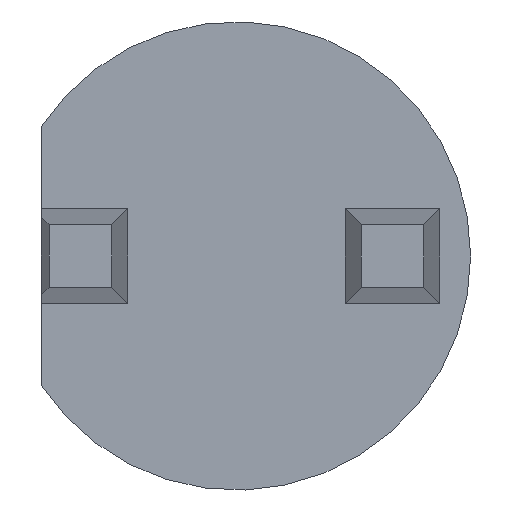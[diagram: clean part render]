
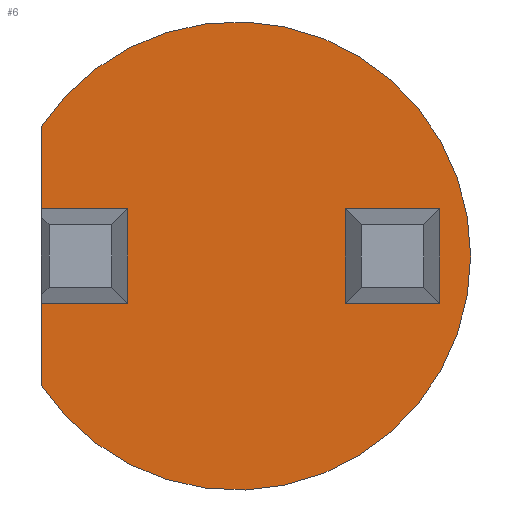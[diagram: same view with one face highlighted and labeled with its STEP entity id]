
A CAD part, front view. The second image highlights one B-rep face of the part: STEP entity #6.
In plain terms, the highlighted planar face has unit normal (0, -1, 0).
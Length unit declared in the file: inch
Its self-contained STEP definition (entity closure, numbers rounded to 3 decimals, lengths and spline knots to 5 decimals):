
#6 = ADVANCED_FACE ( 'NONE', ( #729, #104 ), #655, .F. ) ;
#7 = EDGE_CURVE ( 'NONE', #175, #66, #403, .T. ) ;
#8 = VERTEX_POINT ( 'NONE', #559 ) ;
#19 = EDGE_LOOP ( 'NONE', ( #200, #879, #297, #565, #636, #596 ) ) ;
#25 = LINE ( 'NONE', #436, #328 ) ;
#41 = DIRECTION ( 'NONE',  ( 0., 1., 0. ) ) ;
#58 = DIRECTION ( 'NONE',  ( -1., 0., 0. ) ) ;
#66 = VERTEX_POINT ( 'NONE', #701 ) ;
#74 = CIRCLE ( 'NONE', #578, 0.075 ) ;
#83 = DIRECTION ( 'NONE',  ( 0., 1., 0. ) ) ;
#92 = DIRECTION ( 'NONE',  ( 0., 0., -1. ) ) ;
#104 = FACE_OUTER_BOUND ( 'NONE', #19, .T. ) ;
#107 = CARTESIAN_POINT ( 'NONE',  ( -0.0625, 0.059, 0.01516 ) ) ;
#116 = DIRECTION ( 'NONE',  ( 0., 0., 1. ) ) ;
#124 = DIRECTION ( 'NONE',  ( 0., 0., -1. ) ) ;
#136 = ORIENTED_EDGE ( 'NONE', *, *, #306, .T. ) ;
#152 = CARTESIAN_POINT ( 'NONE',  ( 0.03484, 0.059, -0.01516 ) ) ;
#157 = DIRECTION ( 'NONE',  ( -1., 0., 0. ) ) ;
#158 = EDGE_CURVE ( 'NONE', #651, #544, #590, .T. ) ;
#165 = EDGE_CURVE ( 'NONE', #336, #848, #25, .T. ) ;
#171 = EDGE_CURVE ( 'NONE', #8, #510, #649, .T. ) ;
#175 = VERTEX_POINT ( 'NONE', #800 ) ;
#200 = ORIENTED_EDGE ( 'NONE', *, *, #165, .T. ) ;
#203 = ORIENTED_EDGE ( 'NONE', *, *, #260, .T. ) ;
#205 = EDGE_CURVE ( 'NONE', #714, #877, #779, .T. ) ;
#213 = CARTESIAN_POINT ( 'NONE',  ( -0.03484, 0.059, 0.01516 ) ) ;
#232 = CARTESIAN_POINT ( 'NONE',  ( -0.0625, 0.059, 0. ) ) ;
#238 = VECTOR ( 'NONE', #258, 39.37008 ) ;
#248 = CARTESIAN_POINT ( 'NONE',  ( 0.03484, 0.059, 0. ) ) ;
#253 = VECTOR ( 'NONE', #92, 39.37008 ) ;
#258 = DIRECTION ( 'NONE',  ( 1., 0., 0. ) ) ;
#260 = EDGE_CURVE ( 'NONE', #877, #175, #888, .T. ) ;
#265 = CARTESIAN_POINT ( 'NONE',  ( -0.03484, 0.059, -0.01516 ) ) ;
#276 = LINE ( 'NONE', #558, #682 ) ;
#297 = ORIENTED_EDGE ( 'NONE', *, *, #171, .T. ) ;
#306 = EDGE_CURVE ( 'NONE', #66, #714, #536, .T. ) ;
#328 = VECTOR ( 'NONE', #859, 39.37008 ) ;
#336 = VERTEX_POINT ( 'NONE', #213 ) ;
#354 = CARTESIAN_POINT ( 'NONE',  ( 0., 0.059, 0.01516 ) ) ;
#379 = ORIENTED_EDGE ( 'NONE', *, *, #205, .T. ) ;
#380 = CARTESIAN_POINT ( 'NONE',  ( 0., 0.059, 0. ) ) ;
#381 = CARTESIAN_POINT ( 'NONE',  ( -0.0625, 0.059, 0. ) ) ;
#403 = LINE ( 'NONE', #354, #238 ) ;
#411 = EDGE_LOOP ( 'NONE', ( #379, #203, #461, #136 ) ) ;
#415 = AXIS2_PLACEMENT_3D ( 'NONE', #770, #83, #58 ) ;
#419 = DIRECTION ( 'NONE',  ( -1., 0., 0. ) ) ;
#424 = EDGE_CURVE ( 'NONE', #544, #336, #520, .T. ) ;
#434 = DIRECTION ( 'NONE',  ( 1., 0., 0. ) ) ;
#436 = CARTESIAN_POINT ( 'NONE',  ( -0.03484, 0.059, 0. ) ) ;
#461 = ORIENTED_EDGE ( 'NONE', *, *, #7, .T. ) ;
#501 = CARTESIAN_POINT ( 'NONE',  ( 0., 0.059, 0.01516 ) ) ;
#510 = VERTEX_POINT ( 'NONE', #788 ) ;
#520 = LINE ( 'NONE', #501, #871 ) ;
#525 = DIRECTION ( 'NONE',  ( -1., 0., 0. ) ) ;
#533 = CARTESIAN_POINT ( 'NONE',  ( -0.0625, 0.059, 0.04146 ) ) ;
#534 = VECTOR ( 'NONE', #124, 39.37008 ) ;
#536 = LINE ( 'NONE', #747, #534 ) ;
#544 = VERTEX_POINT ( 'NONE', #107 ) ;
#558 = CARTESIAN_POINT ( 'NONE',  ( 0., 0.059, -0.01516 ) ) ;
#559 = CARTESIAN_POINT ( 'NONE',  ( -0.0625, 0.059, -0.01516 ) ) ;
#565 = ORIENTED_EDGE ( 'NONE', *, *, #643, .F. ) ;
#569 = DIRECTION ( 'NONE',  ( 0., 0., -1. ) ) ;
#575 = VECTOR ( 'NONE', #157, 39.37008 ) ;
#578 = AXIS2_PLACEMENT_3D ( 'NONE', #380, #41, #525 ) ;
#590 = LINE ( 'NONE', #232, #780 ) ;
#596 = ORIENTED_EDGE ( 'NONE', *, *, #424, .T. ) ;
#636 = ORIENTED_EDGE ( 'NONE', *, *, #158, .T. ) ;
#643 = EDGE_CURVE ( 'NONE', #651, #510, #74, .T. ) ;
#649 = LINE ( 'NONE', #381, #253 ) ;
#651 = VERTEX_POINT ( 'NONE', #533 ) ;
#655 = PLANE ( 'NONE',  #415 ) ;
#682 = VECTOR ( 'NONE', #419, 39.37008 ) ;
#701 = CARTESIAN_POINT ( 'NONE',  ( 0.06516, 0.059, 0.01516 ) ) ;
#713 = EDGE_CURVE ( 'NONE', #848, #8, #276, .T. ) ;
#714 = VERTEX_POINT ( 'NONE', #764 ) ;
#729 = FACE_BOUND ( 'NONE', #411, .T. ) ;
#740 = VECTOR ( 'NONE', #116, 39.37008 ) ;
#747 = CARTESIAN_POINT ( 'NONE',  ( 0.06516, 0.059, 0. ) ) ;
#764 = CARTESIAN_POINT ( 'NONE',  ( 0.06516, 0.059, -0.01516 ) ) ;
#770 = CARTESIAN_POINT ( 'NONE',  ( 0., 0.059, 0. ) ) ;
#779 = LINE ( 'NONE', #790, #575 ) ;
#780 = VECTOR ( 'NONE', #569, 39.37008 ) ;
#788 = CARTESIAN_POINT ( 'NONE',  ( -0.0625, 0.059, -0.04146 ) ) ;
#790 = CARTESIAN_POINT ( 'NONE',  ( 0., 0.059, -0.01516 ) ) ;
#800 = CARTESIAN_POINT ( 'NONE',  ( 0.03484, 0.059, 0.01516 ) ) ;
#848 = VERTEX_POINT ( 'NONE', #265 ) ;
#859 = DIRECTION ( 'NONE',  ( 0., 0., -1. ) ) ;
#871 = VECTOR ( 'NONE', #434, 39.37008 ) ;
#877 = VERTEX_POINT ( 'NONE', #152 ) ;
#879 = ORIENTED_EDGE ( 'NONE', *, *, #713, .T. ) ;
#888 = LINE ( 'NONE', #248, #740 ) ;
